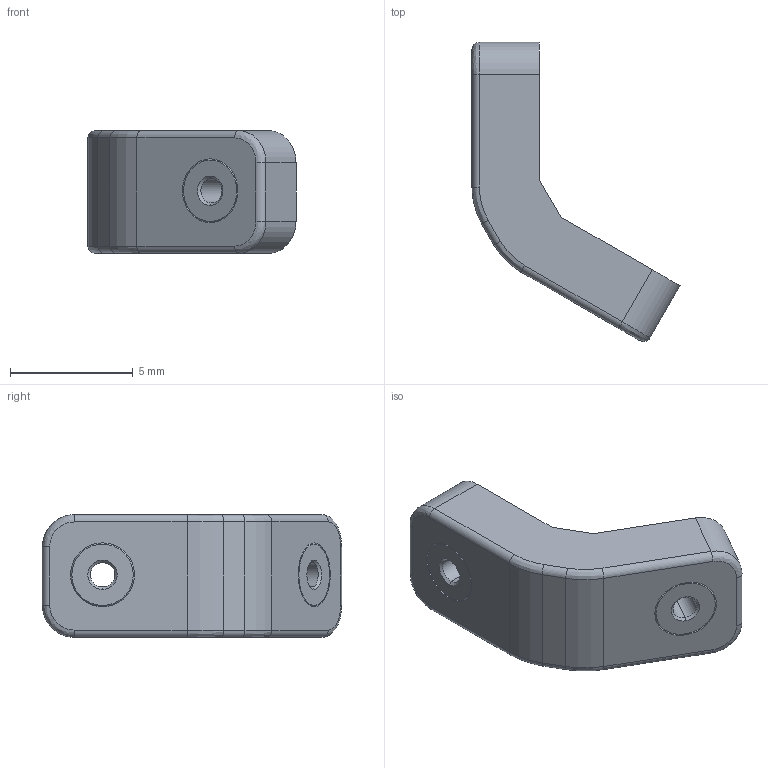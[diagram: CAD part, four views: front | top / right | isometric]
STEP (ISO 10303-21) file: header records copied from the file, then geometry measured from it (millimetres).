
FILE_DESCRIPTION (( 'STEP AP214' ), '1' );
FILE_NAME ('DRJ-0009.step', '2015-02-11T17:11:56', ( 'Alexandre' ), ( '' ), 'SwSTEP 2.0', 'SolidWorks 2015', '' );
FILE_SCHEMA (( 'AUTOMOTIVE_DESIGN' ));
Length unit declared in the file: millimetre
Products named in the file (1): DRJ-0009
Bounding box: 8.48 x 12.19 x 5 mm (x, y, z)
Surface area: 299.3 mm2 (no closed solid volume)
Topology: 0 solids, 3 shells, 60 faces, 142 edges, 88 vertices
Faces by surface type: cylinder 26, plane 14, cone 12, bspline 8
Entity records: 2535 total; most frequent: CARTESIAN_POINT 463, DIRECTION 312, ORIENTED_EDGE 268, EDGE_CURVE 142, AXIS2_PLACEMENT_3D 125, VERTEX_POINT 88, CIRCLE 72, EDGE_LOOP 68
